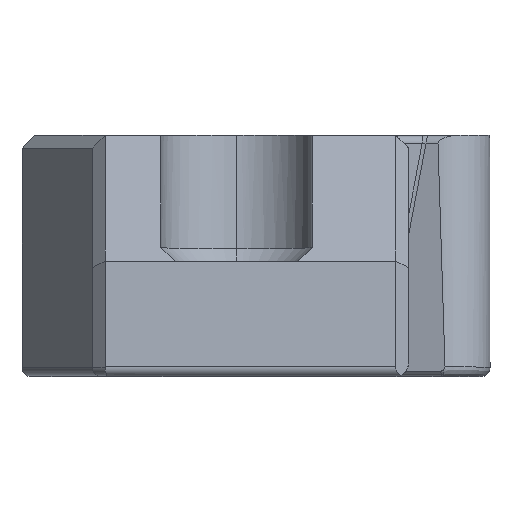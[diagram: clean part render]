
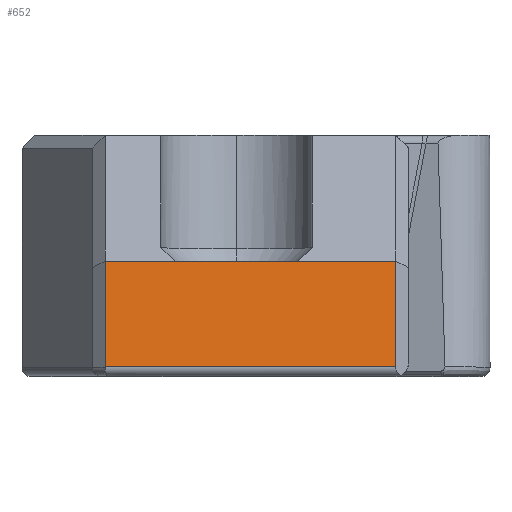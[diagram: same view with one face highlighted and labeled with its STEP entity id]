
A CAD part, left-side view. The second image highlights one B-rep face of the part: STEP entity #652.
In plain terms, the highlighted planar face has unit normal (-0.995, 0, 0.104).
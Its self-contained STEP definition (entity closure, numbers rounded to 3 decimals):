
#235 = VERTEX_POINT ( 'NONE', #2906 ) ;
#377 = DIRECTION ( 'NONE',  ( -0.105, 0., -0.995 ) ) ;
#393 = LINE ( 'NONE', #4375, #3033 ) ;
#397 = CARTESIAN_POINT ( 'NONE',  ( 10.278, 58.95, 9.945 ) ) ;
#479 = EDGE_CURVE ( 'NONE', #235, #4393, #5065, .T. ) ;
#616 = VERTEX_POINT ( 'NONE', #3245 ) ;
#652 = ADVANCED_FACE ( 'NONE', ( #3922 ), #3128, .F. ) ;
#693 = CARTESIAN_POINT ( 'NONE',  ( 9.756, 58.95, 4.973 ) ) ;
#822 = DIRECTION ( 'NONE',  ( 0., -1., 0. ) ) ;
#875 = VECTOR ( 'NONE', #3821, 1000. ) ;
#1046 = VECTOR ( 'NONE', #822, 1000. ) ;
#1148 = DIRECTION ( 'NONE',  ( 0., -1., 0. ) ) ;
#1311 = VECTOR ( 'NONE', #377, 1000. ) ;
#1365 = CARTESIAN_POINT ( 'NONE',  ( 9.316, 46.95, 0.787 ) ) ;
#1377 = ORIENTED_EDGE ( 'NONE', *, *, #4783, .T. ) ;
#1497 = VERTEX_POINT ( 'NONE', #2969 ) ;
#1541 = DIRECTION ( 'NONE',  ( 0.105, 0., 0.995 ) ) ;
#1588 = CARTESIAN_POINT ( 'NONE',  ( 10.278, 58.45, 9.945 ) ) ;
#1668 = EDGE_CURVE ( 'NONE', #3949, #616, #5115, .T. ) ;
#2062 = LINE ( 'NONE', #3661, #1046 ) ;
#2238 = AXIS2_PLACEMENT_3D ( 'NONE', #397, #4352, #3972 ) ;
#2383 = EDGE_LOOP ( 'NONE', ( #4457, #1377, #2997, #4663, #4402, #4075 ) ) ;
#2539 = CARTESIAN_POINT ( 'NONE',  ( 9.316, 58.45, 0.787 ) ) ;
#2848 = EDGE_CURVE ( 'NONE', #4274, #235, #4232, .T. ) ;
#2906 = CARTESIAN_POINT ( 'NONE',  ( 9.756, 46.95, 4.973 ) ) ;
#2969 = CARTESIAN_POINT ( 'NONE',  ( 9.756, 55.67, 4.973 ) ) ;
#2997 = ORIENTED_EDGE ( 'NONE', *, *, #479, .F. ) ;
#3033 = VECTOR ( 'NONE', #1148, 1000. ) ;
#3040 = EDGE_CURVE ( 'NONE', #1497, #4274, #393, .T. ) ;
#3128 = PLANE ( 'NONE',  #2238 ) ;
#3245 = CARTESIAN_POINT ( 'NONE',  ( 9.756, 58.45, 4.973 ) ) ;
#3309 = CARTESIAN_POINT ( 'NONE',  ( 9.756, 50.83, 4.973 ) ) ;
#3661 = CARTESIAN_POINT ( 'NONE',  ( 9.756, 58.95, 4.973 ) ) ;
#3793 = LINE ( 'NONE', #4539, #875 ) ;
#3813 = EDGE_CURVE ( 'NONE', #616, #1497, #2062, .T. ) ;
#3821 = DIRECTION ( 'NONE',  ( 0., -1., 0. ) ) ;
#3883 = VECTOR ( 'NONE', #5064, 1000. ) ;
#3922 = FACE_OUTER_BOUND ( 'NONE', #2383, .T. ) ;
#3949 = VERTEX_POINT ( 'NONE', #2539 ) ;
#3972 = DIRECTION ( 'NONE',  ( -0.105, 0., -0.995 ) ) ;
#4075 = ORIENTED_EDGE ( 'NONE', *, *, #3813, .F. ) ;
#4232 = LINE ( 'NONE', #693, #3883 ) ;
#4274 = VERTEX_POINT ( 'NONE', #3309 ) ;
#4352 = DIRECTION ( 'NONE',  ( 0.995, 0., -0.105 ) ) ;
#4375 = CARTESIAN_POINT ( 'NONE',  ( 9.756, 58.95, 4.973 ) ) ;
#4393 = VERTEX_POINT ( 'NONE', #1365 ) ;
#4402 = ORIENTED_EDGE ( 'NONE', *, *, #3040, .F. ) ;
#4457 = ORIENTED_EDGE ( 'NONE', *, *, #1668, .F. ) ;
#4539 = CARTESIAN_POINT ( 'NONE',  ( 9.316, 46.95, 0.787 ) ) ;
#4663 = ORIENTED_EDGE ( 'NONE', *, *, #2848, .F. ) ;
#4783 = EDGE_CURVE ( 'NONE', #3949, #4393, #3793, .T. ) ;
#4823 = VECTOR ( 'NONE', #1541, 1000. ) ;
#5064 = DIRECTION ( 'NONE',  ( 0., -1., 0. ) ) ;
#5065 = LINE ( 'NONE', #5095, #1311 ) ;
#5095 = CARTESIAN_POINT ( 'NONE',  ( 10.278, 46.95, 9.945 ) ) ;
#5115 = LINE ( 'NONE', #1588, #4823 ) ;
